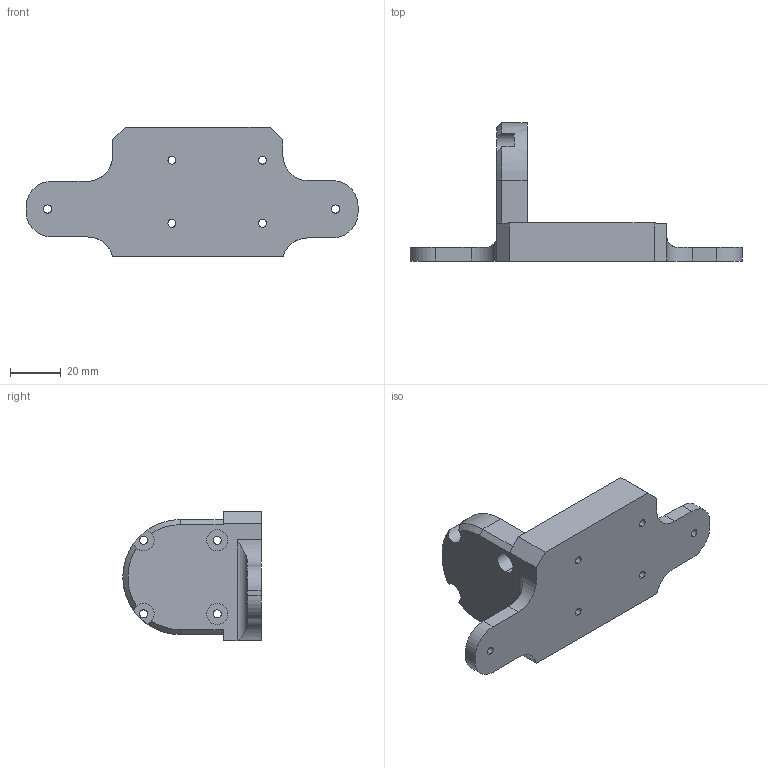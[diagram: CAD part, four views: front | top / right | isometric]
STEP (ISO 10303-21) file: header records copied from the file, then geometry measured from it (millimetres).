
FILE_DESCRIPTION (( 'STEP AP214' ), '1' );
FILE_NAME ('盛赽盓殤.STEP', '2025-03-31T18:29:54', ( '' ), ( '' ), 'SwSTEP 2.0', 'SolidWorks 2020', '' );
FILE_SCHEMA (( 'AUTOMOTIVE_DESIGN' ));
Length unit declared in the file: millimetre
Products named in the file (1): 盛赽盓殤
Bounding box: 130.68 x 54.48 x 51.04 mm (x, y, z)
Volume: 59811.1 mm3; surface area: 18765.4 mm2
Topology: 1 solids, 1 shells, 95 faces, 251 edges, 166 vertices
Faces by surface type: cylinder 56, plane 36, cone 3
Entity records: 3442 total; most frequent: CARTESIAN_POINT 940, DIRECTION 531, ORIENTED_EDGE 502, EDGE_CURVE 251, AXIS2_PLACEMENT_3D 203, VERTEX_POINT 166, LINE 125, VECTOR 125
